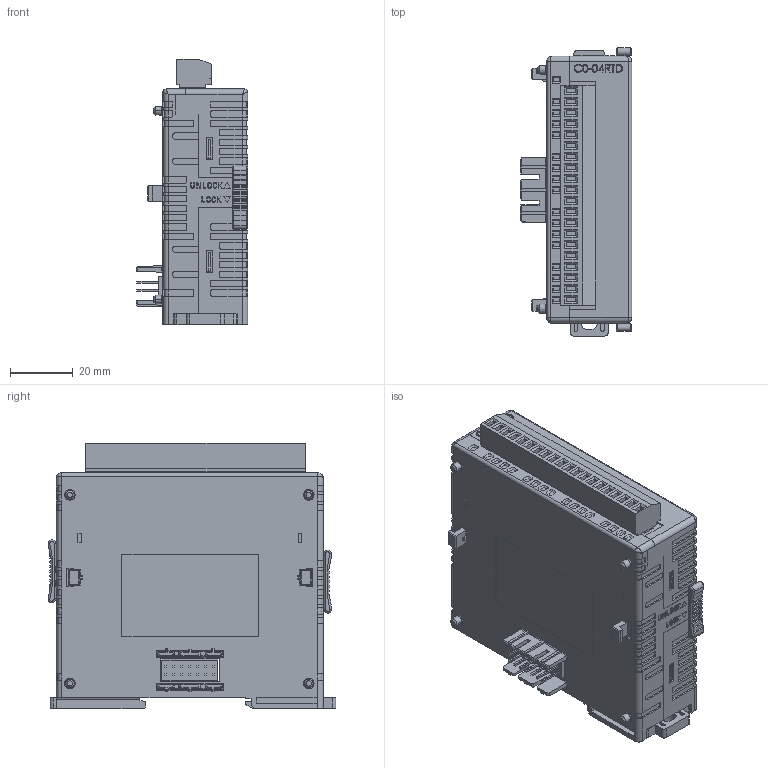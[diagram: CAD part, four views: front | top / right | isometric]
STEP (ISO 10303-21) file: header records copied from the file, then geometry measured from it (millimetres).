
FILE_DESCRIPTION (( 'STEP AP214' ), '1' );
FILE_NAME ('C0-04RTD.STEP', '2013-12-17T16:06:00', ( '' ), ( '' ), 'SwSTEP 2.0', 'SolidWorks 2013', '' );
FILE_SCHEMA (( 'AUTOMOTIVE_DESIGN' ));
Length unit declared in the file: millimetre
Products named in the file (1): C0-04RTD
Bounding box: 35.55 x 91.6 x 84.4 mm (x, y, z)
Volume: 165092.3 mm3; surface area: 33636.7 mm2
Topology: 1 solids, 23 shells, 4085 faces, 11195 edges, 7356 vertices
Faces by surface type: plane 2893, cylinder 1037, cone 92, bspline 43, torus 16, sphere 4
Entity records: 175345 total; most frequent: CARTESIAN_POINT 25934, ORIENTED_EDGE 22374, DIRECTION 21356, EDGE_CURVE 11187, LINE 8840, VECTOR 8840, VERTEX_POINT 7356, AXIS2_PLACEMENT_3D 6258
